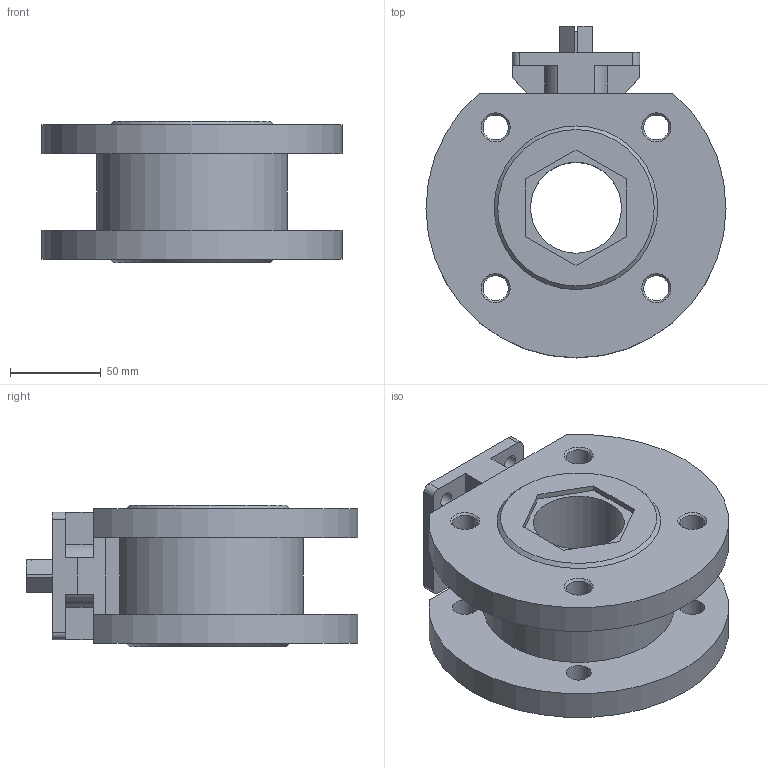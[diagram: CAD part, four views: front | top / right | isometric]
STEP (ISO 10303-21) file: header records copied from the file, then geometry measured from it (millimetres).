
FILE_DESCRIPTION(/* description */ ('STEP AP214'),/* implementation_level */ '2;1');
FILE_NAME(/* name */ '1692206_VZBC-50-FF-40-22-F0507-V4V4T',/* time_stamp */ '2024-09-18T01:15:09+02:00',/* author */ ('License CC BY-ND 4.0'),/* organization */ ('CADENAS'),/* preprocessor_version */ 'ST-DEVELOPER v19.3',/* originating_system */ 'PARTsolutions',/* authorisation */ ' ');
FILE_SCHEMA (('AUTOMOTIVE_DESIGN {1 0 10303 214 3 1 1}'));
Length unit declared in the file: millimetre
Products named in the file (1): 1692206 VZBC-50-FF-40-22-F0507-V4V4T
Bounding box: 165 x 182.5 x 78 mm (x, y, z)
Volume: 938279 mm3; surface area: 121884.3 mm2
Topology: 1 solids, 1 shells, 85 faces, 242 edges, 159 vertices
Faces by surface type: plane 45, cylinder 30, cone 10
Full cylindrical faces by diameter (mm): 7 x4, 8.5 x4, 13.835 x8, 36 x1, 40 x1, 50 x1
Entity records: 2730 total; most frequent: DIRECTION 462, CARTESIAN_POINT 454, ORIENTED_EDGE 422, EDGE_CURVE 211, AXIS2_PLACEMENT_3D 165, VERTEX_POINT 157, EDGE_LOOP 156, FACE_BOUND 156
